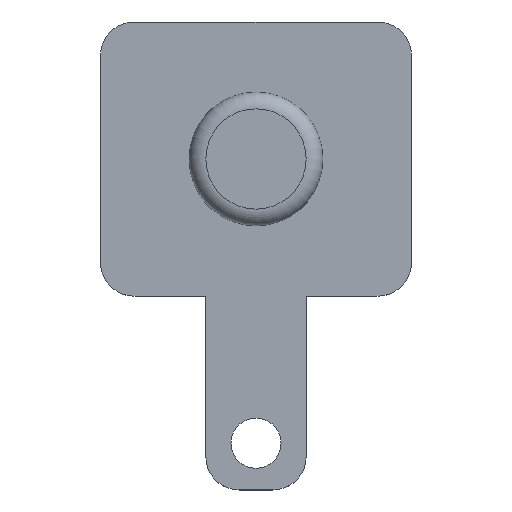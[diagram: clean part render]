
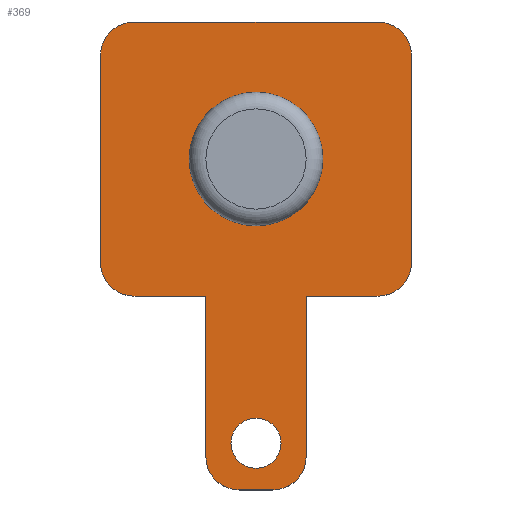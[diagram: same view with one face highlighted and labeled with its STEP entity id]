
A CAD part, top view. The second image highlights one B-rep face of the part: STEP entity #369.
In plain terms, the highlighted planar face has unit normal (0, 0, 1).
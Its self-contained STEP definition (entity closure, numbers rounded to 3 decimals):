
#15=FACE_BOUND('',#140,.T.);
#16=FACE_BOUND('',#141,.T.);
#27=PLANE('',#422);
#33=LINE('',#563,#65);
#36=LINE('',#569,#68);
#40=LINE('',#581,#72);
#44=LINE('',#593,#76);
#48=LINE('',#605,#80);
#52=LINE('',#617,#84);
#55=LINE('',#623,#87);
#59=LINE('',#635,#91);
#65=VECTOR('',#454,10.);
#68=VECTOR('',#459,10.);
#72=VECTOR('',#471,10.);
#76=VECTOR('',#483,10.);
#80=VECTOR('',#495,10.);
#84=VECTOR('',#507,10.);
#87=VECTOR('',#512,10.);
#91=VECTOR('',#524,10.);
#119=FACE_OUTER_BOUND('',#139,.T.);
#139=EDGE_LOOP('',(#319,#320,#321,#322,#323,#324,#325,#326,#327,#328,#329,
#330,#331,#332));
#140=EDGE_LOOP('',(#333));
#141=EDGE_LOOP('',(#334));
#148=CIRCLE('',#391,2.);
#149=CIRCLE('',#394,0.75);
#152=CIRCLE('',#400,1.);
#154=CIRCLE('',#404,1.);
#156=CIRCLE('',#408,1.);
#158=CIRCLE('',#412,1.);
#160=CIRCLE('',#417,1.);
#162=CIRCLE('',#421,1.);
#166=VERTEX_POINT('',#546);
#167=VERTEX_POINT('',#551);
#171=VERTEX_POINT('',#560);
#172=VERTEX_POINT('',#562);
#174=VERTEX_POINT('',#568);
#176=VERTEX_POINT('',#574);
#178=VERTEX_POINT('',#580);
#180=VERTEX_POINT('',#586);
#182=VERTEX_POINT('',#592);
#184=VERTEX_POINT('',#598);
#186=VERTEX_POINT('',#604);
#188=VERTEX_POINT('',#610);
#190=VERTEX_POINT('',#616);
#192=VERTEX_POINT('',#622);
#194=VERTEX_POINT('',#628);
#196=VERTEX_POINT('',#634);
#202=EDGE_CURVE('',#166,#166,#148,.T.);
#203=EDGE_CURVE('',#167,#167,#149,.T.);
#208=EDGE_CURVE('',#172,#171,#33,.T.);
#211=EDGE_CURVE('',#174,#172,#36,.T.);
#214=EDGE_CURVE('',#176,#174,#152,.T.);
#217=EDGE_CURVE('',#178,#176,#40,.T.);
#220=EDGE_CURVE('',#180,#178,#154,.T.);
#223=EDGE_CURVE('',#182,#180,#44,.T.);
#226=EDGE_CURVE('',#184,#182,#156,.T.);
#229=EDGE_CURVE('',#186,#184,#48,.T.);
#232=EDGE_CURVE('',#188,#186,#158,.T.);
#235=EDGE_CURVE('',#190,#188,#52,.T.);
#238=EDGE_CURVE('',#192,#190,#55,.T.);
#241=EDGE_CURVE('',#194,#192,#160,.T.);
#244=EDGE_CURVE('',#196,#194,#59,.T.);
#247=EDGE_CURVE('',#171,#196,#162,.T.);
#319=ORIENTED_EDGE('',*,*,#247,.T.);
#320=ORIENTED_EDGE('',*,*,#244,.T.);
#321=ORIENTED_EDGE('',*,*,#241,.T.);
#322=ORIENTED_EDGE('',*,*,#238,.T.);
#323=ORIENTED_EDGE('',*,*,#235,.T.);
#324=ORIENTED_EDGE('',*,*,#232,.T.);
#325=ORIENTED_EDGE('',*,*,#229,.T.);
#326=ORIENTED_EDGE('',*,*,#226,.T.);
#327=ORIENTED_EDGE('',*,*,#223,.T.);
#328=ORIENTED_EDGE('',*,*,#220,.T.);
#329=ORIENTED_EDGE('',*,*,#217,.T.);
#330=ORIENTED_EDGE('',*,*,#214,.T.);
#331=ORIENTED_EDGE('',*,*,#211,.T.);
#332=ORIENTED_EDGE('',*,*,#208,.T.);
#333=ORIENTED_EDGE('',*,*,#202,.T.);
#334=ORIENTED_EDGE('',*,*,#203,.T.);
#369=ADVANCED_FACE('',(#119,#15,#16),#27,.T.);
#391=AXIS2_PLACEMENT_3D('',#548,#439,#440);
#394=AXIS2_PLACEMENT_3D('',#552,#445,#446);
#400=AXIS2_PLACEMENT_3D('',#575,#465,#466);
#404=AXIS2_PLACEMENT_3D('',#587,#477,#478);
#408=AXIS2_PLACEMENT_3D('',#599,#489,#490);
#412=AXIS2_PLACEMENT_3D('',#611,#501,#502);
#417=AXIS2_PLACEMENT_3D('',#629,#518,#519);
#421=AXIS2_PLACEMENT_3D('',#639,#530,#531);
#422=AXIS2_PLACEMENT_3D('',#640,#532,#533);
#439=DIRECTION('center_axis',(0.,0.,-1.));
#440=DIRECTION('ref_axis',(-1.,0.,0.));
#445=DIRECTION('center_axis',(0.,0.,-1.));
#446=DIRECTION('ref_axis',(1.,0.,0.));
#454=DIRECTION('',(0.,-1.,0.));
#459=DIRECTION('',(1.,0.,0.));
#465=DIRECTION('center_axis',(0.,0.,1.));
#466=DIRECTION('ref_axis',(-1.,0.,0.));
#471=DIRECTION('',(0.,-1.,0.));
#477=DIRECTION('center_axis',(0.,0.,1.));
#478=DIRECTION('ref_axis',(0.,1.,0.));
#483=DIRECTION('',(-1.,0.,0.));
#489=DIRECTION('center_axis',(0.,0.,1.));
#490=DIRECTION('ref_axis',(1.,0.,0.));
#495=DIRECTION('',(0.,1.,0.));
#501=DIRECTION('center_axis',(0.,0.,1.));
#502=DIRECTION('ref_axis',(0.,-1.,0.));
#507=DIRECTION('',(1.,0.,0.));
#512=DIRECTION('',(0.,1.,0.));
#518=DIRECTION('center_axis',(0.,0.,1.));
#519=DIRECTION('ref_axis',(0.,-1.,0.));
#524=DIRECTION('',(1.,0.,0.));
#530=DIRECTION('center_axis',(0.,0.,1.));
#531=DIRECTION('ref_axis',(-1.,0.,0.));
#532=DIRECTION('center_axis',(0.,0.,1.));
#533=DIRECTION('ref_axis',(1.,0.,0.));
#546=CARTESIAN_POINT('',(2.,0.,0.3));
#548=CARTESIAN_POINT('Origin',(0.,0.,0.3));
#551=CARTESIAN_POINT('',(-0.75,-8.5,0.3));
#552=CARTESIAN_POINT('Origin',(0.,-8.5,0.3));
#560=CARTESIAN_POINT('',(-1.5,-8.9,0.3));
#562=CARTESIAN_POINT('',(-1.5,-4.1,0.3));
#563=CARTESIAN_POINT('',(-1.5,-8.9,0.3));
#568=CARTESIAN_POINT('',(-3.65,-4.1,0.3));
#569=CARTESIAN_POINT('',(3.65,-4.1,0.3));
#574=CARTESIAN_POINT('',(-4.65,-3.1,0.3));
#575=CARTESIAN_POINT('Origin',(-3.65,-3.1,0.3));
#580=CARTESIAN_POINT('',(-4.65,3.1,0.3));
#581=CARTESIAN_POINT('',(-4.65,-3.1,0.3));
#586=CARTESIAN_POINT('',(-3.65,4.1,0.3));
#587=CARTESIAN_POINT('Origin',(-3.65,3.1,0.3));
#592=CARTESIAN_POINT('',(3.65,4.1,0.3));
#593=CARTESIAN_POINT('',(-3.65,4.1,0.3));
#598=CARTESIAN_POINT('',(4.65,3.1,0.3));
#599=CARTESIAN_POINT('Origin',(3.65,3.1,0.3));
#604=CARTESIAN_POINT('',(4.65,-3.1,0.3));
#605=CARTESIAN_POINT('',(4.65,3.1,0.3));
#610=CARTESIAN_POINT('',(3.65,-4.1,0.3));
#611=CARTESIAN_POINT('Origin',(3.65,-3.1,0.3));
#616=CARTESIAN_POINT('',(1.5,-4.1,0.3));
#617=CARTESIAN_POINT('',(3.65,-4.1,0.3));
#622=CARTESIAN_POINT('',(1.5,-8.9,0.3));
#623=CARTESIAN_POINT('',(1.5,-4.1,0.3));
#628=CARTESIAN_POINT('',(0.5,-9.9,0.3));
#629=CARTESIAN_POINT('Origin',(0.5,-8.9,0.3));
#634=CARTESIAN_POINT('',(-0.5,-9.9,0.3));
#635=CARTESIAN_POINT('',(0.5,-9.9,0.3));
#639=CARTESIAN_POINT('Origin',(-0.5,-8.9,0.3));
#640=CARTESIAN_POINT('Origin',(0.,-2.9,0.3));
